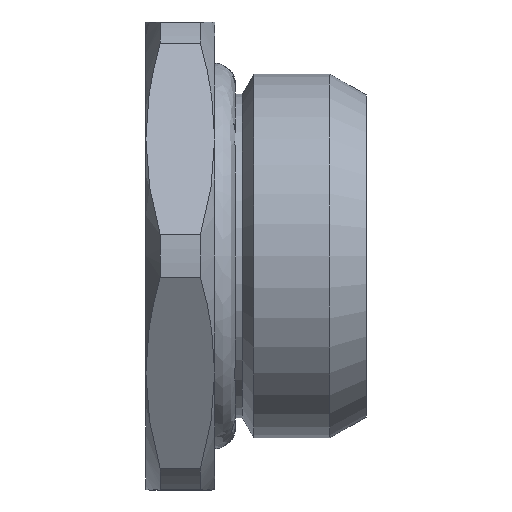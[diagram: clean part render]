
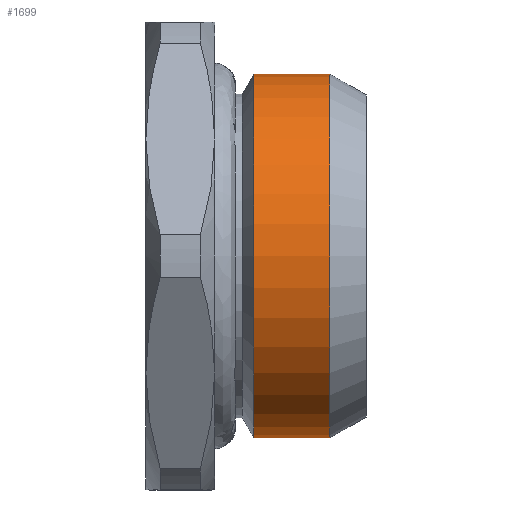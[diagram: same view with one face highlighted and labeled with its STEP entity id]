
A CAD part, left-side view. The second image highlights one B-rep face of the part: STEP entity #1699.
In plain terms, the highlighted cylindrical face has radius 13.22 mm (diameter 26.44 mm), a partial arc.
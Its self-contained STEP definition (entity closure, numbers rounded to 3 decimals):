
#118 = AXIS2_PLACEMENT_3D ( 'NONE', #1282, #1283, #1285 ) ;
#195 = ORIENTED_EDGE ( 'NONE', *, *, #689, .T. ) ;
#214 = CYLINDRICAL_SURFACE ( 'NONE', #1674, 13.22 ) ;
#219 = FACE_OUTER_BOUND ( 'NONE', #622, .T. ) ;
#237 = VECTOR ( 'NONE', #1162, 1000. ) ;
#285 = LINE ( 'NONE', #1217, #237 ) ;
#470 = CARTESIAN_POINT ( 'NONE',  ( 0., 8.151, 13.22 ) ) ;
#482 = AXIS2_PLACEMENT_3D ( 'NONE', #1170, #1210, #1223 ) ;
#589 = EDGE_CURVE ( 'NONE', #859, #1357, #1930, .T. ) ;
#619 = VERTEX_POINT ( 'NONE', #818 ) ;
#622 = EDGE_LOOP ( 'NONE', ( #685, #2011, #195, #1085 ) ) ;
#685 = ORIENTED_EDGE ( 'NONE', *, *, #1678, .F. ) ;
#689 = EDGE_CURVE ( 'NONE', #1357, #1767, #1384, .T. ) ;
#817 = EDGE_CURVE ( 'NONE', #619, #1767, #1163, .T. ) ;
#818 = CARTESIAN_POINT ( 'NONE',  ( 0., 2.633, 13.22 ) ) ;
#826 = CARTESIAN_POINT ( 'NONE',  ( 0., 8.151, -13.22 ) ) ;
#859 = VERTEX_POINT ( 'NONE', #470 ) ;
#1085 = ORIENTED_EDGE ( 'NONE', *, *, #817, .F. ) ;
#1110 = DIRECTION ( 'NONE',  ( 0., -1., 0. ) ) ;
#1113 = CARTESIAN_POINT ( 'NONE',  ( 0., 0., -13.22 ) ) ;
#1162 = DIRECTION ( 'NONE',  ( 0., -1., 0. ) ) ;
#1163 = CIRCLE ( 'NONE', #118, 13.22 ) ;
#1170 = CARTESIAN_POINT ( 'NONE',  ( 0., 8.151, 0. ) ) ;
#1210 = DIRECTION ( 'NONE',  ( 0., -1., 0. ) ) ;
#1217 = CARTESIAN_POINT ( 'NONE',  ( 0., 0., 13.22 ) ) ;
#1223 = DIRECTION ( 'NONE',  ( 0., 0., -1. ) ) ;
#1239 = DIRECTION ( 'NONE',  ( 0., 0., -1. ) ) ;
#1259 = CARTESIAN_POINT ( 'NONE',  ( 0., 0., 0. ) ) ;
#1282 = CARTESIAN_POINT ( 'NONE',  ( 0., 2.633, 0. ) ) ;
#1283 = DIRECTION ( 'NONE',  ( 0., -1., 0. ) ) ;
#1285 = DIRECTION ( 'NONE',  ( 0., 0., 1. ) ) ;
#1292 = DIRECTION ( 'NONE',  ( 0., -1., 0. ) ) ;
#1357 = VERTEX_POINT ( 'NONE', #826 ) ;
#1384 = LINE ( 'NONE', #1113, #1483 ) ;
#1483 = VECTOR ( 'NONE', #1110, 1000. ) ;
#1551 = CARTESIAN_POINT ( 'NONE',  ( 0., 2.633, -13.22 ) ) ;
#1674 = AXIS2_PLACEMENT_3D ( 'NONE', #1259, #1292, #1239 ) ;
#1678 = EDGE_CURVE ( 'NONE', #859, #619, #285, .T. ) ;
#1699 = ADVANCED_FACE ( 'NONE', ( #219 ), #214, .T. ) ;
#1767 = VERTEX_POINT ( 'NONE', #1551 ) ;
#1930 = CIRCLE ( 'NONE', #482, 13.22 ) ;
#2011 = ORIENTED_EDGE ( 'NONE', *, *, #589, .T. ) ;
